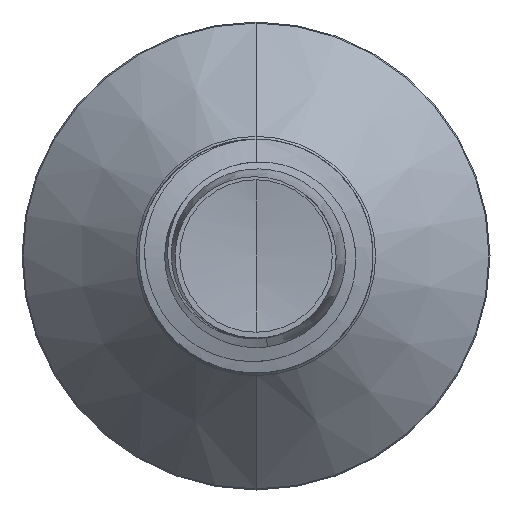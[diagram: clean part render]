
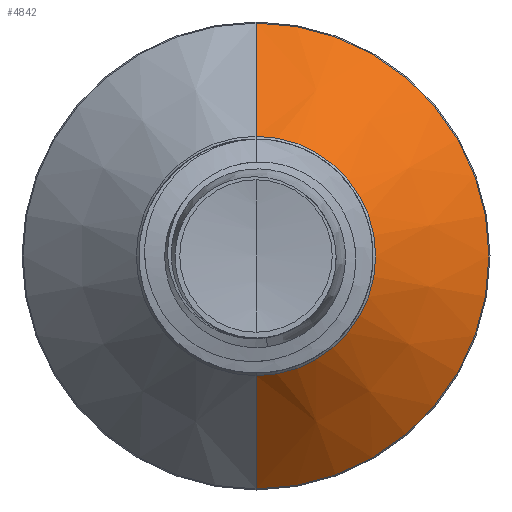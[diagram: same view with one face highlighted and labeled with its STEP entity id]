
A CAD part, front view. The second image highlights one B-rep face of the part: STEP entity #4842.
In plain terms, the highlighted conical face has half-angle 45 degrees and reference radius 2.302 mm.
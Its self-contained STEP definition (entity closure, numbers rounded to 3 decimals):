
#523 = DIRECTION ( 'NONE',  ( 0., 1., 0. ) ) ;
#2496 = CARTESIAN_POINT ( 'NONE',  ( 0., 17.102, 0. ) ) ;
#2727 = DIRECTION ( 'NONE',  ( 0., 0., 1. ) ) ;
#3260 = DIRECTION ( 'NONE',  ( 0., 0.707, 0.707 ) ) ;
#4842 = ADVANCED_FACE ( 'NONE', ( #25876 ), #8681, .T. ) ;
#5415 = DIRECTION ( 'NONE',  ( 0., 0., 1. ) ) ;
#6095 = EDGE_LOOP ( 'NONE', ( #32400, #7929, #10133, #6752 ) ) ;
#6752 = ORIENTED_EDGE ( 'NONE', *, *, #22708, .F. ) ;
#7929 = ORIENTED_EDGE ( 'NONE', *, *, #13047, .T. ) ;
#8681 = CONICAL_SURFACE ( 'NONE', #24959, 2.302, 0.785 ) ;
#10133 = ORIENTED_EDGE ( 'NONE', *, *, #32235, .F. ) ;
#13047 = EDGE_CURVE ( 'NONE', #21549, #34218, #33968, .T. ) ;
#14365 = CIRCLE ( 'NONE', #15921, 4.48 ) ;
#15921 = AXIS2_PLACEMENT_3D ( 'NONE', #17845, #523, #20764 ) ;
#16048 = CARTESIAN_POINT ( 'NONE',  ( 0., 17.102, 2.302 ) ) ;
#17845 = CARTESIAN_POINT ( 'NONE',  ( 0., 19.28, 0. ) ) ;
#19457 = VECTOR ( 'NONE', #29913, 1000. ) ;
#20059 = DIRECTION ( 'NONE',  ( 0., 1., 0. ) ) ;
#20591 = CARTESIAN_POINT ( 'NONE',  ( 0., 17.102, 2.302 ) ) ;
#20759 = CIRCLE ( 'NONE', #26565, 2.302 ) ;
#20764 = DIRECTION ( 'NONE',  ( 0., 0., 1. ) ) ;
#21549 = VERTEX_POINT ( 'NONE', #31903 ) ;
#22708 = EDGE_CURVE ( 'NONE', #34192, #23755, #32153, .T. ) ;
#23755 = VERTEX_POINT ( 'NONE', #28031 ) ;
#24056 = CARTESIAN_POINT ( 'NONE',  ( 0., 17.102, -2.302 ) ) ;
#24959 = AXIS2_PLACEMENT_3D ( 'NONE', #2496, #34277, #5415 ) ;
#25876 = FACE_OUTER_BOUND ( 'NONE', #6095, .T. ) ;
#26565 = AXIS2_PLACEMENT_3D ( 'NONE', #37399, #20059, #2727 ) ;
#27339 = EDGE_CURVE ( 'NONE', #34192, #21549, #20759, .T. ) ;
#28031 = CARTESIAN_POINT ( 'NONE',  ( 0., 19.28, 4.48 ) ) ;
#29913 = DIRECTION ( 'NONE',  ( 0., 0.707, -0.707 ) ) ;
#31224 = VECTOR ( 'NONE', #3260, 1000. ) ;
#31903 = CARTESIAN_POINT ( 'NONE',  ( 0., 17.102, -2.302 ) ) ;
#32153 = LINE ( 'NONE', #20591, #31224 ) ;
#32235 = EDGE_CURVE ( 'NONE', #23755, #34218, #14365, .T. ) ;
#32400 = ORIENTED_EDGE ( 'NONE', *, *, #27339, .T. ) ;
#33389 = CARTESIAN_POINT ( 'NONE',  ( 0., 19.28, -4.48 ) ) ;
#33968 = LINE ( 'NONE', #24056, #19457 ) ;
#34192 = VERTEX_POINT ( 'NONE', #16048 ) ;
#34218 = VERTEX_POINT ( 'NONE', #33389 ) ;
#34277 = DIRECTION ( 'NONE',  ( 0., 1., 0. ) ) ;
#37399 = CARTESIAN_POINT ( 'NONE',  ( 0., 17.102, 0. ) ) ;
